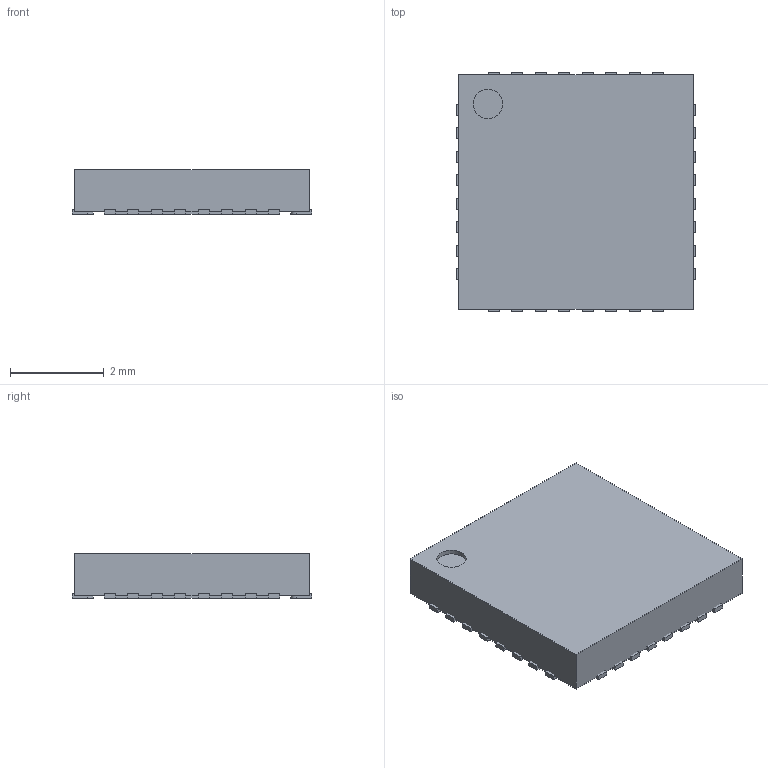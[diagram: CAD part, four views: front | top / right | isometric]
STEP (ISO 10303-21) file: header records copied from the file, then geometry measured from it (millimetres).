
FILE_DESCRIPTION(('FreeCAD Model'),'2;1');
FILE_NAME('861216.1.1.stp','2020-04-09T13:45:01',( 'Author'),(''),'Open CASCADE STEP processor 6.9','FreeCAD','Unknown' );
FILE_SCHEMA(('AUTOMOTIVE_DESIGN { 1 0 10303 214 1 1 1 1 }'));
Length unit declared in the file: millimetre
Products named in the file (5): ASSEMBLY; Body; ThermalPin; PinsArrayLR; PinsArrayTB
Assembly tree (4 placements, depth 2):
  ASSEMBLY
    Body
    ThermalPin
    PinsArrayLR
    PinsArrayTB
Bounding box: 5.1 x 5.1 x 0.95 mm (x, y, z)
Volume: 23.9 mm3; surface area: 101.9 mm2
Topology: 34 solids, 34 shells, 206 faces, 411 edges, 274 vertices
Faces by surface type: plane 173, cylinder 33
Full cylindrical faces by diameter (mm): 0.625 x1
Entity records: 11048 total; most frequent: CARTESIAN_POINT 1910, DIRECTION 1689, LINE 1101, VECTOR 1101, ORIENTED_EDGE 822, PCURVE 822, DEFINITIONAL_REPRESENTATION 822, EDGE_CURVE 411
